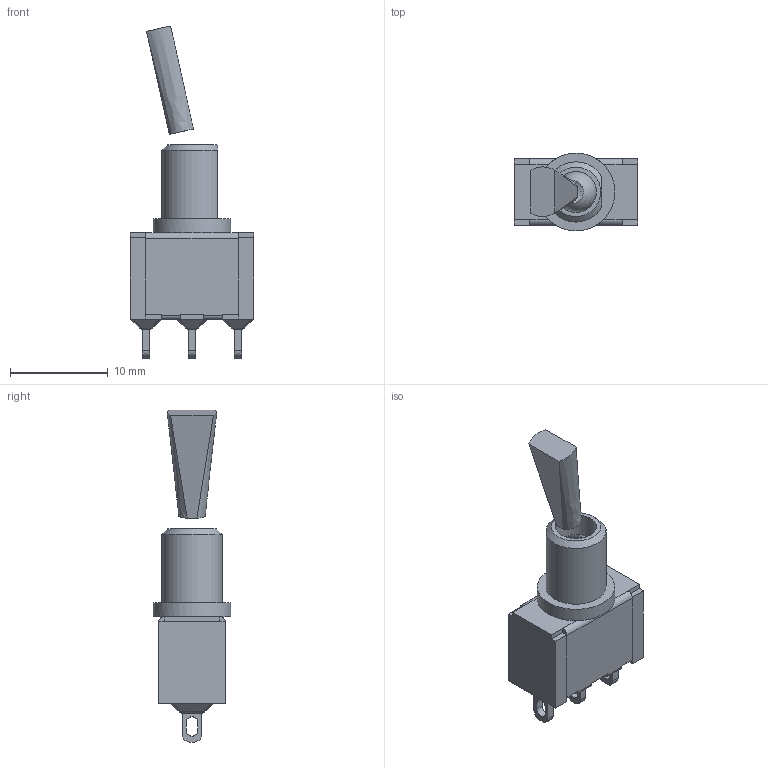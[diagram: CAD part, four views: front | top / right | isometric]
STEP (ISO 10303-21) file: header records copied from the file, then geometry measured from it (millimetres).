
FILE_DESCRIPTION(/* description */ (''),/* implementation_level */ '2;1');
FILE_NAME(/* name */ '100SPxT6B15M1xE.stp',/* time_stamp */ '2026-01-14T16:31:38-06:00',/* author */ ('jmeyers'),/* organization */ (''),/* preprocessor_version */ 'ST-DEVELOPER v18.1',/* originating_system */ 'Autodesk Inventor 2022',/* authorisation */ '');
FILE_SCHEMA (('AUTOMOTIVE_DESIGN { 1 0 10303 214 3 1 1 }'));
Length unit declared in the file: inch
Products named in the file (1): Part32
Bounding box: 12.7 x 7.98 x 34.04 mm (x, y, z)
Volume: 1131.4 mm3; surface area: 1119.3 mm2
Topology: 2 solids, 8 shells, 232 faces, 568 edges, 337 vertices
Faces by surface type: plane 160, cylinder 54, sphere 14, bspline 2, cone 2
Full cylindrical faces by diameter (mm): 4.2 x2, 7.98 x1
Entity records: 6699 total; most frequent: CARTESIAN_POINT 1190, DIRECTION 1149, ORIENTED_EDGE 1110, EDGE_CURVE 555, LINE 415, VECTOR 415, AXIS2_PLACEMENT_3D 367, VERTEX_POINT 337
